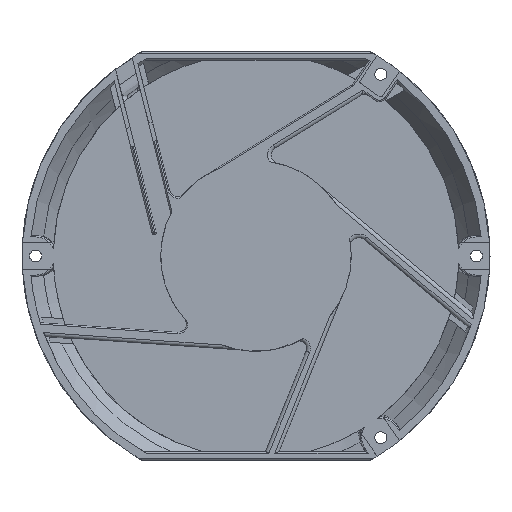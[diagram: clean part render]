
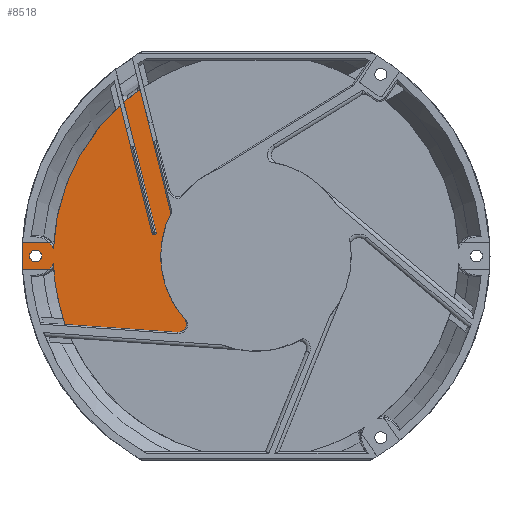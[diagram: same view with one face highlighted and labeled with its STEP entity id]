
A CAD part, front view. The second image highlights one B-rep face of the part: STEP entity #8518.
In plain terms, the highlighted planar face has unit normal (0, -1, 0).
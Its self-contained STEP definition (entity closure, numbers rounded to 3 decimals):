
#488=DIRECTION('',(0.242,0.,-0.97));
#489=VECTOR('',#488,49.265);
#490=CARTESIAN_POINT('',(-48.603,0.8,56.462));
#491=LINE('',#490,#489);
#528=CARTESIAN_POINT('',(-81.,0.8,0.));
#529=DIRECTION('',(0.,-1.,0.));
#530=DIRECTION('',(0.,0.,-1.));
#531=AXIS2_PLACEMENT_3D('',#528,#529,#530);
#533=CARTESIAN_POINT('',(-81.,0.8,0.));
#534=DIRECTION('',(0.,-1.,0.));
#535=DIRECTION('',(0.,0.,1.));
#536=AXIS2_PLACEMENT_3D('',#533,#534,#535);
#588=CARTESIAN_POINT('',(0.,0.8,0.));
#589=DIRECTION('',(0.,1.,0.));
#590=DIRECTION('',(-0.941,0.,-0.338));
#591=AXIS2_PLACEMENT_3D('',#588,#589,#590);
#593=CARTESIAN_POINT('',(-74.448,0.8,
-2.797));
#594=CARTESIAN_POINT('',(-74.628,0.8,
-3.21));
#595=CARTESIAN_POINT('',(-75.06,0.8,
-3.99));
#596=CARTESIAN_POINT('',(-75.637,0.8,
-4.68));
#597=CARTESIAN_POINT('',(-75.964,0.8,
-5.));
#599=CARTESIAN_POINT('',(0.,0.8,0.));
#600=DIRECTION('',(0.,1.,0.));
#601=DIRECTION('',(-0.998,0.,-0.058));
#602=AXIS2_PLACEMENT_3D('',#599,#600,#601);
#604=DIRECTION('',(1.,0.,0.));
#605=VECTOR('',#604,9.891);
#606=CARTESIAN_POINT('',(-85.855,0.8,5.));
#607=LINE('',#606,#605);
#608=CARTESIAN_POINT('',(-75.964,0.8,5.));
#609=CARTESIAN_POINT('',(-75.637,0.8,4.68));
#610=CARTESIAN_POINT('',(-75.06,0.8,3.99));
#611=CARTESIAN_POINT('',(-74.628,0.8,3.21));
#612=CARTESIAN_POINT('',(-74.448,0.8,2.796));
#614=CARTESIAN_POINT('',(0.,0.8,0.));
#615=DIRECTION('',(0.,1.,0.));
#616=DIRECTION('',(-0.999,0.,0.038));
#617=AXIS2_PLACEMENT_3D('',#614,#615,#616);
#619=CARTESIAN_POINT('',(0.,0.8,0.));
#620=DIRECTION('',(0.,1.,0.));
#621=DIRECTION('',(-0.652,0.,0.758));
#622=AXIS2_PLACEMENT_3D('',#619,#620,#621);
#1443=CARTESIAN_POINT('',(0.,0.8,0.));
#1444=DIRECTION('',(0.,1.,0.));
#1445=DIRECTION('',(-0.752,0.,-0.66));
#1446=AXIS2_PLACEMENT_3D('',#1443,#1444,#1445);
#2125=DIRECTION('',(-0.242,0.,0.97));
#2126=VECTOR('',#2125,46.764);
#2127=CARTESIAN_POINT('',(-31.244,0.8,15.774));
#2128=LINE('',#2127,#2126);
#5302=CARTESIAN_POINT('',(-74.448,0.8,
2.796));
#5304=CARTESIAN_POINT('',(-75.964,0.8,
5.));
#5312=CARTESIAN_POINT('',(-74.448,0.8,
-2.797));
#5500=DIRECTION('',(-0.242,0.,0.97));
#5501=VECTOR('',#5500,48.363);
#5502=CARTESIAN_POINT('',(-38.171,0.8,8.419));
#5503=LINE('',#5502,#5501);
#5601=CARTESIAN_POINT('',(-37.17,0.8,8.54));
#5602=DIRECTION('',(0.,1.,0.));
#5603=DIRECTION('',(0.97,0.,0.242));
#5604=AXIS2_PLACEMENT_3D('',#5601,#5602,#5603);
#5610=DIRECTION('',(1.,0.,0.));
#5611=VECTOR('',#5610,0.515);
#5612=CARTESIAN_POINT('',(-37.685,0.8,8.04));
#5613=LINE('',#5612,#5611);
#5614=CARTESIAN_POINT('',(-37.685,0.8,8.54));
#5615=DIRECTION('',(0.,-1.,0.));
#5616=DIRECTION('',(-0.97,0.,-0.242));
#5617=AXIS2_PLACEMENT_3D('',#5614,#5615,#5616);
#5662=DIRECTION('',(1.,0.,0.));
#5663=VECTOR('',#5662,9.891);
#5664=CARTESIAN_POINT('',(-85.855,0.8,
-5.));
#5665=LINE('',#5664,#5663);
#5751=DIRECTION('',(-0.998,0.,0.07));
#5752=VECTOR('',#5751,41.453);
#5753=CARTESIAN_POINT('',(-28.767,0.8,-28.062));
#5754=LINE('',#5753,#5752);
#5759=CARTESIAN_POINT('',(-28.558,0.8,-25.069));
#5760=DIRECTION('',(0.,1.,0.));
#5761=DIRECTION('',(0.752,0.,0.66));
#5762=AXIS2_PLACEMENT_3D('',#5759,#5760,#5761);
#7141=VERTEX_POINT('',#5304);
#7142=CARTESIAN_POINT('',(-85.855,0.8,
5.));
#7143=VERTEX_POINT('',#7142);
#7310=CARTESIAN_POINT('',(-85.855,0.8,
-5.));
#7311=VERTEX_POINT('',#7310);
#7315=CARTESIAN_POINT('',(-75.964,0.8,
-5.));
#7316=VERTEX_POINT('',#7315);
#7317=CARTESIAN_POINT('',(-81.,0.8,-2.2));
#7318=CARTESIAN_POINT('',(-81.,0.8,2.2));
#7319=VERTEX_POINT('',#7317);
#7320=VERTEX_POINT('',#7318);
#7822=CARTESIAN_POINT('',(-48.603,0.8,56.462));
#7823=CARTESIAN_POINT('',(-36.685,0.8,8.661));
#7824=VERTEX_POINT('',#7822);
#7825=VERTEX_POINT('',#7823);
#7828=CARTESIAN_POINT('',(-37.17,0.8,8.04));
#7829=VERTEX_POINT('',#7828);
#7834=CARTESIAN_POINT('',(-31.244,0.8,15.774));
#7835=CARTESIAN_POINT('',(-42.557,0.8,61.148));
#7836=VERTEX_POINT('',#7834);
#7837=VERTEX_POINT('',#7835);
#7854=CARTESIAN_POINT('',(-26.303,0.8,-23.09));
#7855=CARTESIAN_POINT('',(-28.767,0.8,-28.062));
#7856=VERTEX_POINT('',#7854);
#7857=VERTEX_POINT('',#7855);
#7920=CARTESIAN_POINT('',(-38.171,0.8,8.419));
#7921=CARTESIAN_POINT('',(-49.871,0.8,55.346));
#7922=VERTEX_POINT('',#7920);
#7923=VERTEX_POINT('',#7921);
#7926=CARTESIAN_POINT('',(-37.685,0.8,8.04));
#7927=VERTEX_POINT('',#7926);
#7936=CARTESIAN_POINT('',(-70.119,0.8,-25.17));
#7937=VERTEX_POINT('',#7936);
#7972=VERTEX_POINT('',#5302);
#7973=VERTEX_POINT('',#5312);
#8472=CARTESIAN_POINT('',(79.925,0.8,0.));
#8473=DIRECTION('',(0.,1.,0.));
#8474=DIRECTION('',(0.,0.,-1.));
#8475=AXIS2_PLACEMENT_3D('',#8472,#8473,#8474);
#8476=PLANE('',#8475);
#8478=ORIENTED_EDGE('',*,*,#8477,.T.);
#8480=ORIENTED_EDGE('',*,*,#8479,.T.);
#8482=ORIENTED_EDGE('',*,*,#8481,.F.);
#8484=ORIENTED_EDGE('',*,*,#8483,.T.);
#8486=ORIENTED_EDGE('',*,*,#8485,.T.);
#8488=ORIENTED_EDGE('',*,*,#8487,.T.);
#8490=ORIENTED_EDGE('',*,*,#8489,.T.);
#8492=ORIENTED_EDGE('',*,*,#8491,.F.);
#8494=ORIENTED_EDGE('',*,*,#8493,.T.);
#8496=ORIENTED_EDGE('',*,*,#8495,.T.);
#8498=ORIENTED_EDGE('',*,*,#8497,.F.);
#8499=ORIENTED_EDGE('',*,*,#8365,.F.);
#8501=ORIENTED_EDGE('',*,*,#8500,.T.);
#8503=ORIENTED_EDGE('',*,*,#8502,.F.);
#8505=ORIENTED_EDGE('',*,*,#8504,.F.);
#8507=ORIENTED_EDGE('',*,*,#8506,.T.);
#8509=ORIENTED_EDGE('',*,*,#8508,.T.);
#8510=EDGE_LOOP('',(#8478,#8480,#8482,#8484,#8486,#8488,#8490,#8492,#8494,#8496,
#8498,#8499,#8501,#8503,#8505,#8507,#8509));
#8511=FACE_OUTER_BOUND('',#8510,.F.);
#8513=ORIENTED_EDGE('',*,*,#8512,.T.);
#8515=ORIENTED_EDGE('',*,*,#8514,.T.);
#8516=EDGE_LOOP('',(#8513,#8515));
#8517=FACE_BOUND('',#8516,.F.);
#8518=ADVANCED_FACE('',(#8511,#8517),#8476,.F.);
#532=CIRCLE('',#531,2.2);
#537=CIRCLE('',#536,2.2);
#592=CIRCLE('',#591,74.5);
#598=B_SPLINE_CURVE_WITH_KNOTS('',3,(#593,#594,#595,#596,#597),.UNSPECIFIED.,
.F.,.F.,(4,1,4),(0.,0.5,1.),.UNSPECIFIED.);
#603=CIRCLE('',#602,86.);
#613=B_SPLINE_CURVE_WITH_KNOTS('',3,(#608,#609,#610,#611,#612),.UNSPECIFIED.,
.F.,.F.,(4,1,4),(0.,0.5,1.),.UNSPECIFIED.);
#618=CIRCLE('',#617,74.5);
#623=CIRCLE('',#622,74.5);
#1447=CIRCLE('',#1446,35.);
#5605=CIRCLE('',#5604,0.5);
#5618=CIRCLE('',#5617,0.5);
#5763=CIRCLE('',#5762,3.);
#8365=EDGE_CURVE('',#7824,#7825,#491,.T.);
#8477=EDGE_CURVE('',#7937,#7973,#592,.T.);
#8479=EDGE_CURVE('',#7973,#7316,#598,.T.);
#8481=EDGE_CURVE('',#7311,#7316,#5665,.T.);
#8483=EDGE_CURVE('',#7311,#7143,#603,.T.);
#8485=EDGE_CURVE('',#7143,#7141,#607,.T.);
#8487=EDGE_CURVE('',#7141,#7972,#613,.T.);
#8489=EDGE_CURVE('',#7972,#7923,#618,.T.);
#8491=EDGE_CURVE('',#7922,#7923,#5503,.T.);
#8493=EDGE_CURVE('',#7922,#7927,#5618,.T.);
#8495=EDGE_CURVE('',#7927,#7829,#5613,.T.);
#8497=EDGE_CURVE('',#7825,#7829,#5605,.T.);
#8500=EDGE_CURVE('',#7824,#7837,#623,.T.);
#8502=EDGE_CURVE('',#7836,#7837,#2128,.T.);
#8504=EDGE_CURVE('',#7856,#7836,#1447,.T.);
#8506=EDGE_CURVE('',#7856,#7857,#5763,.T.);
#8508=EDGE_CURVE('',#7857,#7937,#5754,.T.);
#8512=EDGE_CURVE('',#7319,#7320,#532,.T.);
#8514=EDGE_CURVE('',#7320,#7319,#537,.T.);
